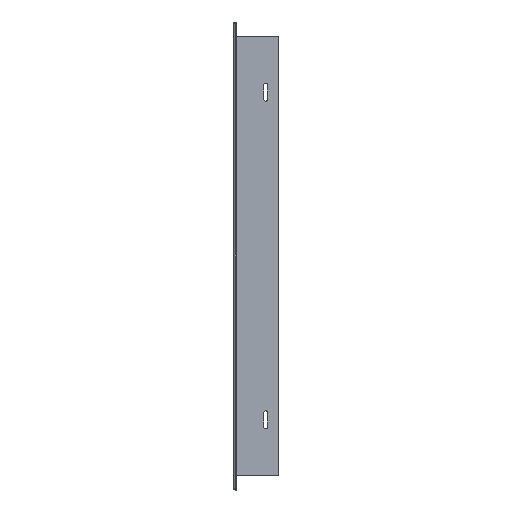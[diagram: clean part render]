
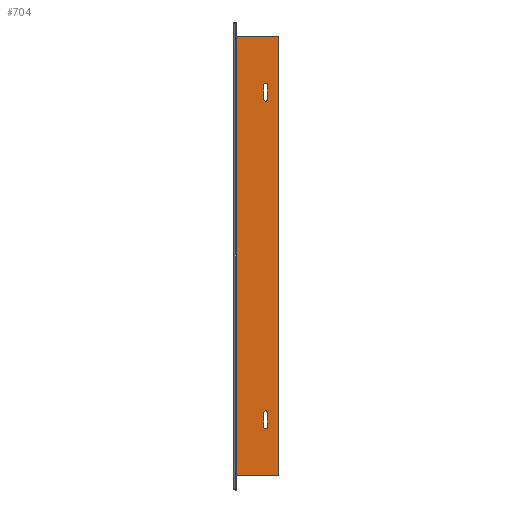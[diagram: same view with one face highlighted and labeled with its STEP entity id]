
A CAD part, left-side view. The second image highlights one B-rep face of the part: STEP entity #704.
In plain terms, the highlighted planar face has unit normal (-1, 0, 0).
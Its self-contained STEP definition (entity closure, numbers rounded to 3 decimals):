
#1 = ORIENTED_EDGE ( 'NONE', *, *, #2075, .F. ) ;
#38 = LINE ( 'NONE', #1819, #1611 ) ;
#94 = DIRECTION ( 'NONE',  ( -1., 0., 0. ) ) ;
#103 = ORIENTED_EDGE ( 'NONE', *, *, #726, .F. ) ;
#117 = EDGE_CURVE ( 'NONE', #1529, #536, #1004, .T. ) ;
#123 = VERTEX_POINT ( 'NONE', #2323 ) ;
#125 = CARTESIAN_POINT ( 'NONE',  ( -4., 35., 4. ) ) ;
#149 = CARTESIAN_POINT ( 'NONE',  ( -4., 10.5, -319.4 ) ) ;
#215 = VECTOR ( 'NONE', #529, 1000. ) ;
#249 = AXIS2_PLACEMENT_3D ( 'NONE', #125, #1745, #856 ) ;
#256 = VERTEX_POINT ( 'NONE', #1011 ) ;
#258 = VECTOR ( 'NONE', #2234, 1000. ) ;
#260 = FACE_OUTER_BOUND ( 'NONE', #991, .T. ) ;
#273 = LINE ( 'NONE', #1517, #1987 ) ;
#327 = EDGE_CURVE ( 'NONE', #1831, #1767, #1985, .T. ) ;
#337 = CARTESIAN_POINT ( 'NONE',  ( -4., 0., 4. ) ) ;
#344 = EDGE_CURVE ( 'NONE', #1820, #1831, #273, .T. ) ;
#363 = CARTESIAN_POINT ( 'NONE',  ( -4., 12., -48. ) ) ;
#399 = EDGE_CURVE ( 'NONE', #123, #256, #1426, .T. ) ;
#431 = AXIS2_PLACEMENT_3D ( 'NONE', #1964, #1936, #1589 ) ;
#432 = FACE_BOUND ( 'NONE', #916, .T. ) ;
#451 = DIRECTION ( 'NONE',  ( 0., 0., 1. ) ) ;
#467 = LINE ( 'NONE', #2059, #705 ) ;
#502 = DIRECTION ( 'NONE',  ( -1., 0., 0. ) ) ;
#514 = CARTESIAN_POINT ( 'NONE',  ( -4., 9., -319.4 ) ) ;
#522 = CARTESIAN_POINT ( 'NONE',  ( -4., 35., 4. ) ) ;
#529 = DIRECTION ( 'NONE',  ( 0., 0., 1. ) ) ;
#536 = VERTEX_POINT ( 'NONE', #1401 ) ;
#551 = EDGE_CURVE ( 'NONE', #1955, #1111, #1986, .T. ) ;
#581 = ORIENTED_EDGE ( 'NONE', *, *, #1605, .T. ) ;
#595 = EDGE_LOOP ( 'NONE', ( #2032, #103, #835, #955, #1674 ) ) ;
#600 = CARTESIAN_POINT ( 'NONE',  ( -4., 10.5, -36. ) ) ;
#634 = DIRECTION ( 'NONE',  ( -1., 0., 0. ) ) ;
#638 = CARTESIAN_POINT ( 'NONE',  ( -4., 10.5, -305.9 ) ) ;
#656 = VERTEX_POINT ( 'NONE', #1536 ) ;
#660 = CARTESIAN_POINT ( 'NONE',  ( -4., 9., -36. ) ) ;
#682 = LINE ( 'NONE', #522, #2099 ) ;
#704 = ADVANCED_FACE ( 'NONE', ( #1334, #432, #260 ), #1738, .F. ) ;
#705 = VECTOR ( 'NONE', #966, 1000. ) ;
#719 = LINE ( 'NONE', #337, #215 ) ;
#720 = ORIENTED_EDGE ( 'NONE', *, *, #1025, .F. ) ;
#726 = EDGE_CURVE ( 'NONE', #2298, #1820, #737, .T. ) ;
#737 = CIRCLE ( 'NONE', #1648, 1.5 ) ;
#795 = DIRECTION ( 'NONE',  ( -1., 0., 0. ) ) ;
#799 = DIRECTION ( 'NONE',  ( 0., 0., 1. ) ) ;
#801 = LINE ( 'NONE', #1522, #258 ) ;
#831 = CARTESIAN_POINT ( 'NONE',  ( -4., 10.5, -307.4 ) ) ;
#835 = ORIENTED_EDGE ( 'NONE', *, *, #2030, .F. ) ;
#856 = DIRECTION ( 'NONE',  ( 0., 0., -1. ) ) ;
#877 = ORIENTED_EDGE ( 'NONE', *, *, #1155, .F. ) ;
#916 = EDGE_LOOP ( 'NONE', ( #2069, #720, #2336, #1547, #1662 ) ) ;
#941 = EDGE_CURVE ( 'NONE', #656, #1529, #38, .T. ) ;
#955 = ORIENTED_EDGE ( 'NONE', *, *, #1472, .F. ) ;
#966 = DIRECTION ( 'NONE',  ( 0., 0., -1. ) ) ;
#975 = CIRCLE ( 'NONE', #1541, 1.5 ) ;
#991 = EDGE_LOOP ( 'NONE', ( #581, #877, #1, #1186 ) ) ;
#1001 = CARTESIAN_POINT ( 'NONE',  ( -4., 12., -48. ) ) ;
#1004 = CIRCLE ( 'NONE', #431, 1.5 ) ;
#1011 = CARTESIAN_POINT ( 'NONE',  ( -4., 0., -359.4 ) ) ;
#1025 = EDGE_CURVE ( 'NONE', #1111, #656, #2316, .T. ) ;
#1035 = CARTESIAN_POINT ( 'NONE',  ( -4., 12., -319.4 ) ) ;
#1038 = DIRECTION ( 'NONE',  ( 0., 0., 1. ) ) ;
#1067 = CARTESIAN_POINT ( 'NONE',  ( -4., 35., 4. ) ) ;
#1082 = DIRECTION ( 'NONE',  ( 0., -1., 0. ) ) ;
#1097 = DIRECTION ( 'NONE',  ( 0., 0., -1. ) ) ;
#1111 = VERTEX_POINT ( 'NONE', #1001 ) ;
#1118 = CARTESIAN_POINT ( 'NONE',  ( -4., 0., 4. ) ) ;
#1155 = EDGE_CURVE ( 'NONE', #1603, #1697, #682, .T. ) ;
#1186 = ORIENTED_EDGE ( 'NONE', *, *, #399, .T. ) ;
#1214 = CARTESIAN_POINT ( 'NONE',  ( -4., 9., -307.4 ) ) ;
#1254 = CARTESIAN_POINT ( 'NONE',  ( -4., 12., -307.4 ) ) ;
#1334 = FACE_BOUND ( 'NONE', #595, .T. ) ;
#1341 = DIRECTION ( 'NONE',  ( -1., 0., 0. ) ) ;
#1359 = DIRECTION ( 'NONE',  ( 0., 0., 1. ) ) ;
#1401 = CARTESIAN_POINT ( 'NONE',  ( -4., 10.5, -34.5 ) ) ;
#1426 = LINE ( 'NONE', #1962, #2167 ) ;
#1451 = AXIS2_PLACEMENT_3D ( 'NONE', #1924, #795, #2253 ) ;
#1472 = EDGE_CURVE ( 'NONE', #1767, #1599, #1762, .T. ) ;
#1517 = CARTESIAN_POINT ( 'NONE',  ( -4., 9., -319.4 ) ) ;
#1522 = CARTESIAN_POINT ( 'NONE',  ( -4., 35., 4. ) ) ;
#1529 = VERTEX_POINT ( 'NONE', #660 ) ;
#1536 = CARTESIAN_POINT ( 'NONE',  ( -4., 9., -48. ) ) ;
#1541 = AXIS2_PLACEMENT_3D ( 'NONE', #600, #634, #1701 ) ;
#1547 = ORIENTED_EDGE ( 'NONE', *, *, #2004, .F. ) ;
#1589 = DIRECTION ( 'NONE',  ( 0., 0., 1. ) ) ;
#1599 = VERTEX_POINT ( 'NONE', #1254 ) ;
#1603 = VERTEX_POINT ( 'NONE', #1067 ) ;
#1605 = EDGE_CURVE ( 'NONE', #256, #1697, #719, .T. ) ;
#1611 = VECTOR ( 'NONE', #1978, 1000. ) ;
#1648 = AXIS2_PLACEMENT_3D ( 'NONE', #149, #502, #1038 ) ;
#1662 = ORIENTED_EDGE ( 'NONE', *, *, #117, .F. ) ;
#1674 = ORIENTED_EDGE ( 'NONE', *, *, #327, .F. ) ;
#1697 = VERTEX_POINT ( 'NONE', #1118 ) ;
#1699 = CARTESIAN_POINT ( 'NONE',  ( -4., 10.5, -48. ) ) ;
#1701 = DIRECTION ( 'NONE',  ( 0., 0., 1. ) ) ;
#1713 = CARTESIAN_POINT ( 'NONE',  ( -4., 12., -36. ) ) ;
#1738 = PLANE ( 'NONE',  #249 ) ;
#1745 = DIRECTION ( 'NONE',  ( 1., 0., 0. ) ) ;
#1762 = CIRCLE ( 'NONE', #2281, 1.5 ) ;
#1767 = VERTEX_POINT ( 'NONE', #638 ) ;
#1819 = CARTESIAN_POINT ( 'NONE',  ( -4., 9., -48. ) ) ;
#1820 = VERTEX_POINT ( 'NONE', #514 ) ;
#1831 = VERTEX_POINT ( 'NONE', #1214 ) ;
#1911 = AXIS2_PLACEMENT_3D ( 'NONE', #1699, #1341, #799 ) ;
#1924 = CARTESIAN_POINT ( 'NONE',  ( -4., 10.5, -307.4 ) ) ;
#1936 = DIRECTION ( 'NONE',  ( -1., 0., 0. ) ) ;
#1955 = VERTEX_POINT ( 'NONE', #1713 ) ;
#1962 = CARTESIAN_POINT ( 'NONE',  ( -4., 35., -359.4 ) ) ;
#1964 = CARTESIAN_POINT ( 'NONE',  ( -4., 10.5, -36. ) ) ;
#1978 = DIRECTION ( 'NONE',  ( 0., 0., 1. ) ) ;
#1985 = CIRCLE ( 'NONE', #1451, 1.5 ) ;
#1986 = LINE ( 'NONE', #363, #2313 ) ;
#1987 = VECTOR ( 'NONE', #451, 1000. ) ;
#2004 = EDGE_CURVE ( 'NONE', #536, #1955, #975, .T. ) ;
#2030 = EDGE_CURVE ( 'NONE', #1599, #2298, #467, .T. ) ;
#2032 = ORIENTED_EDGE ( 'NONE', *, *, #344, .F. ) ;
#2059 = CARTESIAN_POINT ( 'NONE',  ( -4., 12., -319.4 ) ) ;
#2069 = ORIENTED_EDGE ( 'NONE', *, *, #941, .F. ) ;
#2075 = EDGE_CURVE ( 'NONE', #123, #1603, #801, .T. ) ;
#2099 = VECTOR ( 'NONE', #1082, 1000. ) ;
#2167 = VECTOR ( 'NONE', #2294, 1000. ) ;
#2234 = DIRECTION ( 'NONE',  ( 0., 0., 1. ) ) ;
#2253 = DIRECTION ( 'NONE',  ( 0., 0., 1. ) ) ;
#2281 = AXIS2_PLACEMENT_3D ( 'NONE', #831, #94, #1359 ) ;
#2294 = DIRECTION ( 'NONE',  ( 0., -1., 0. ) ) ;
#2298 = VERTEX_POINT ( 'NONE', #1035 ) ;
#2313 = VECTOR ( 'NONE', #1097, 1000. ) ;
#2316 = CIRCLE ( 'NONE', #1911, 1.5 ) ;
#2323 = CARTESIAN_POINT ( 'NONE',  ( -4., 35., -359.4 ) ) ;
#2336 = ORIENTED_EDGE ( 'NONE', *, *, #551, .F. ) ;
